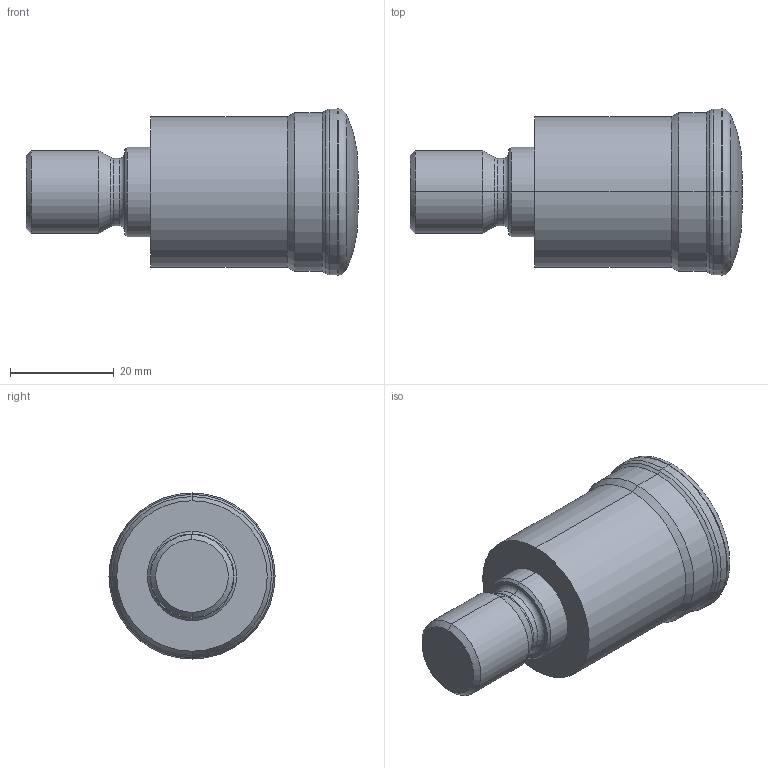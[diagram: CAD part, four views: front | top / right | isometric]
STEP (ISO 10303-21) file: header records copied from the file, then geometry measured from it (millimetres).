
FILE_DESCRIPTION (( 'STEP AP214' ), '1' );
FILE_NAME ('ESF-32-M16-545-3.STEP', '2011-07-29T11:35:50', ( '' ), ( '' ), 'SwSTEP 2.0', 'SolidWorks 2010', '' );
FILE_SCHEMA (( 'AUTOMOTIVE_DESIGN' ));
Length unit declared in the file: millimetre
Products named in the file (1): ESF-32-M16-545-3
Bounding box: 63.98 x 32 x 32 mm (x, y, z)
Volume: 31645.8 mm3; surface area: 6187.8 mm2
Topology: 1 solids, 1 shells, 42 faces, 82 edges, 44 vertices
Faces by surface type: torus 16, cone 12, cylinder 10, plane 4
Entity records: 1126 total; most frequent: DIRECTION 228, CARTESIAN_POINT 169, ORIENTED_EDGE 164, AXIS2_PLACEMENT_3D 103, EDGE_CURVE 82, CIRCLE 60, EDGE_LOOP 44, VERTEX_POINT 44
